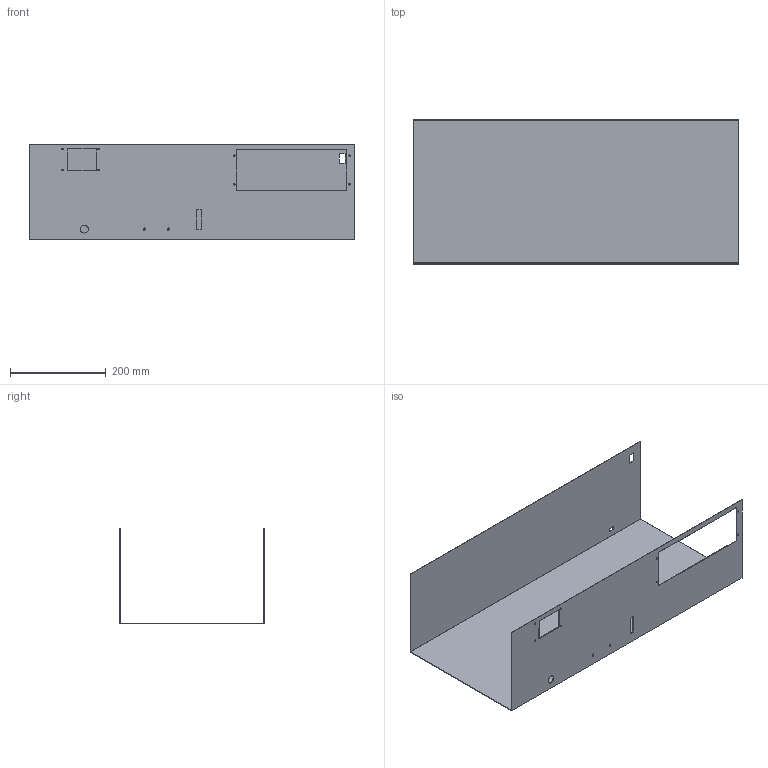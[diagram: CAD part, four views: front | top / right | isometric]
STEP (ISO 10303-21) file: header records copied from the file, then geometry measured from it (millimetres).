
FILE_DESCRIPTION(('FreeCAD Model'),'2;1');
FILE_NAME('Open CASCADE Shape Model','2023-09-15T09:57:40',(''),(''), 'Open CASCADE STEP processor 7.6','FreeCAD','Unknown');
FILE_SCHEMA(('AUTOMOTIVE_DESIGN { 1 0 10303 214 1 1 1 1 }'));
Length unit declared in the file: millimetre
Products named in the file (4): Flight_Simulator_Platform_Front_Panel; Rear Panel; Base Plate; Front Panel
Assembly tree (3 placements, depth 2):
  Flight_Simulator_Platform_Front_Panel
    Rear Panel
    Base Plate
    Front Panel
Bounding box: 680 x 301.5 x 200 mm (x, y, z)
Volume: 676075.9 mm3; surface area: 911435.1 mm2
Topology: 3 solids, 3 shells, 53 faces, 141 edges, 94 vertices
Faces by surface type: plane 38, cylinder 15
Full cylindrical faces by diameter (mm): 3 x8, 4.5 x2, 16.5 x1
Entity records: 1801 total; most frequent: CARTESIAN_POINT 292, DIRECTION 285, ORIENTED_EDGE 282, EDGE_CURVE 141, LINE 111, VECTOR 111, VERTEX_POINT 94, AXIS2_PLACEMENT_3D 87
